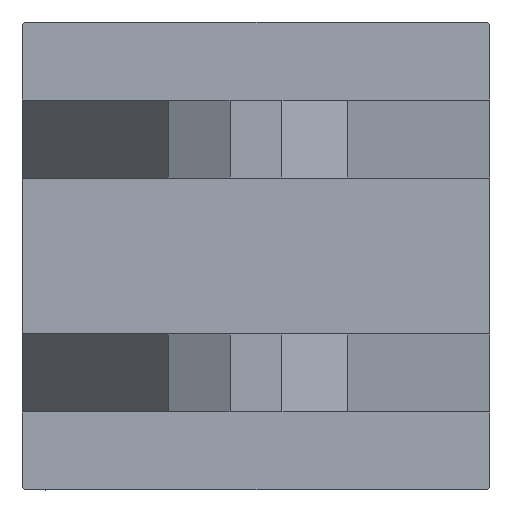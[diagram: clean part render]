
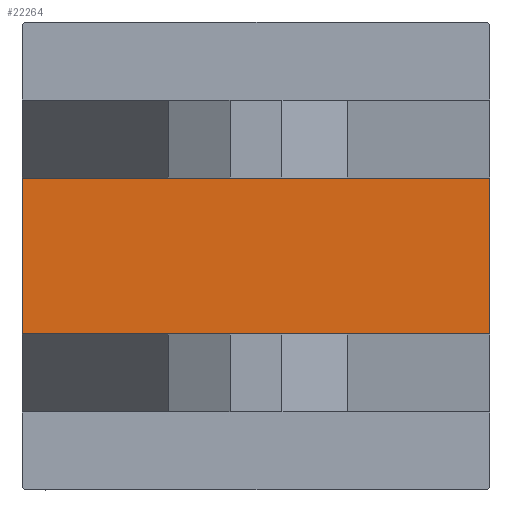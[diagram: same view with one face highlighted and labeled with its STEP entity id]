
A CAD part, left-side view. The second image highlights one B-rep face of the part: STEP entity #22264.
In plain terms, the highlighted planar face has unit normal (-1, 0, 0).
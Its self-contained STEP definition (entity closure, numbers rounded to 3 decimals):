
#208 = LINE ( 'NONE', #33978, #28829 ) ;
#7273 = DIRECTION ( 'NONE',  ( 0., 0., -1. ) ) ;
#8829 = ORIENTED_EDGE ( 'NONE', *, *, #21744, .F. ) ;
#8977 = CARTESIAN_POINT ( 'NONE',  ( 0., 45., 45. ) ) ;
#11084 = LINE ( 'NONE', #34690, #46442 ) ;
#12623 = ORIENTED_EDGE ( 'NONE', *, *, #27897, .T. ) ;
#13289 = CARTESIAN_POINT ( 'NONE',  ( 0., -15., -45. ) ) ;
#14862 = AXIS2_PLACEMENT_3D ( 'NONE', #21103, #36583, #40153 ) ;
#17694 = VERTEX_POINT ( 'NONE', #48368 ) ;
#17855 = CARTESIAN_POINT ( 'NONE',  ( 0., -15., 45. ) ) ;
#18723 = ORIENTED_EDGE ( 'NONE', *, *, #48961, .F. ) ;
#19096 = VERTEX_POINT ( 'NONE', #13289 ) ;
#21103 = CARTESIAN_POINT ( 'NONE',  ( 0., 0., 0. ) ) ;
#21744 = EDGE_CURVE ( 'NONE', #26202, #19096, #11084, .T. ) ;
#22264 = ADVANCED_FACE ( 'NONE', ( #28468 ), #43963, .T. ) ;
#23960 = DIRECTION ( 'NONE',  ( 0., -1., 0. ) ) ;
#26202 = VERTEX_POINT ( 'NONE', #17855 ) ;
#27777 = LINE ( 'NONE', #8977, #30859 ) ;
#27897 = EDGE_CURVE ( 'NONE', #17694, #19096, #208, .T. ) ;
#28468 = FACE_OUTER_BOUND ( 'NONE', #33228, .T. ) ;
#28829 = VECTOR ( 'NONE', #30413, 1000. ) ;
#30413 = DIRECTION ( 'NONE',  ( 0., -1., 0. ) ) ;
#30859 = VECTOR ( 'NONE', #23960, 1000. ) ;
#32086 = DIRECTION ( 'NONE',  ( 0., 0., -1. ) ) ;
#32337 = LINE ( 'NONE', #43498, #35550 ) ;
#33228 = EDGE_LOOP ( 'NONE', ( #12623, #8829, #18723, #48714 ) ) ;
#33978 = CARTESIAN_POINT ( 'NONE',  ( 0., 45., -45. ) ) ;
#34690 = CARTESIAN_POINT ( 'NONE',  ( 0., -15., 45. ) ) ;
#35550 = VECTOR ( 'NONE', #32086, 1000. ) ;
#36583 = DIRECTION ( 'NONE',  ( -1., 0., 0. ) ) ;
#39421 = EDGE_CURVE ( 'NONE', #46140, #17694, #32337, .T. ) ;
#40153 = DIRECTION ( 'NONE',  ( 0., 0., 1. ) ) ;
#43498 = CARTESIAN_POINT ( 'NONE',  ( 0., 15., 45. ) ) ;
#43963 = PLANE ( 'NONE',  #14862 ) ;
#45822 = CARTESIAN_POINT ( 'NONE',  ( 0., 15., 45. ) ) ;
#46140 = VERTEX_POINT ( 'NONE', #45822 ) ;
#46442 = VECTOR ( 'NONE', #7273, 1000. ) ;
#48368 = CARTESIAN_POINT ( 'NONE',  ( 0., 15., -45. ) ) ;
#48714 = ORIENTED_EDGE ( 'NONE', *, *, #39421, .T. ) ;
#48961 = EDGE_CURVE ( 'NONE', #46140, #26202, #27777, .T. ) ;
